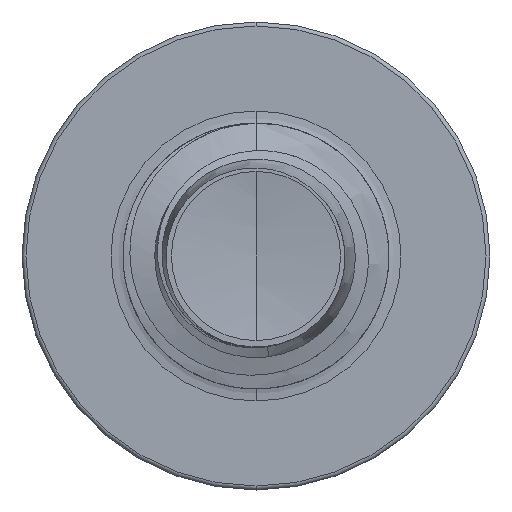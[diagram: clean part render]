
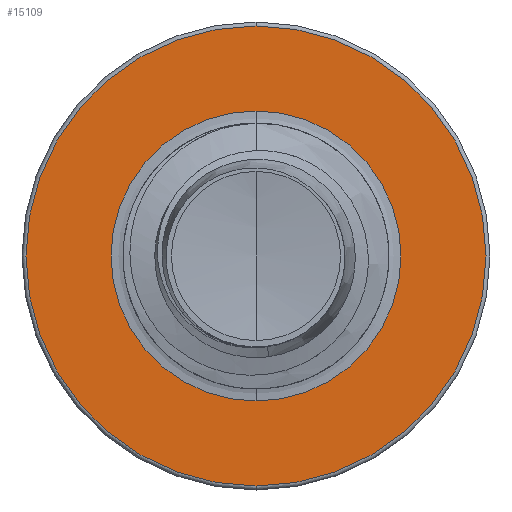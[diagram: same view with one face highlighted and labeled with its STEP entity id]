
A CAD part, front view. The second image highlights one B-rep face of the part: STEP entity #15109.
In plain terms, the highlighted planar face has unit normal (0, -1, 0).
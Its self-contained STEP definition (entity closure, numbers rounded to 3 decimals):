
#890 = DIRECTION ( 'NONE',  ( 0., 0., 1. ) ) ;
#1150 = FACE_OUTER_BOUND ( 'NONE', #19286, .T. ) ;
#1256 = PLANE ( 'NONE',  #6113 ) ;
#1334 = DIRECTION ( 'NONE',  ( 0., 0., 1. ) ) ;
#1454 = CIRCLE ( 'NONE', #11918, 2.163 ) ;
#1947 = DIRECTION ( 'NONE',  ( 0., 0., 1. ) ) ;
#2005 = EDGE_LOOP ( 'NONE', ( #16240, #20744 ) ) ;
#2293 = AXIS2_PLACEMENT_3D ( 'NONE', #22979, #12563, #890 ) ;
#2713 = EDGE_CURVE ( 'NONE', #19543, #7680, #17884, .T. ) ;
#5448 = CARTESIAN_POINT ( 'NONE',  ( 0., 9., 0. ) ) ;
#6113 = AXIS2_PLACEMENT_3D ( 'NONE', #19977, #12984, #1334 ) ;
#6623 = CIRCLE ( 'NONE', #16497, 2.163 ) ;
#7412 = DIRECTION ( 'NONE',  ( 0., 0., 1. ) ) ;
#7543 = CIRCLE ( 'NONE', #2293, 1.363 ) ;
#7680 = VERTEX_POINT ( 'NONE', #15734 ) ;
#8636 = AXIS2_PLACEMENT_3D ( 'NONE', #10578, #10552, #10524 ) ;
#8651 = EDGE_CURVE ( 'NONE', #7680, #19543, #7543, .T. ) ;
#10524 = DIRECTION ( 'NONE',  ( 0., 0., 1. ) ) ;
#10552 = DIRECTION ( 'NONE',  ( 0., 1., 0. ) ) ;
#10578 = CARTESIAN_POINT ( 'NONE',  ( 0., 9., 0. ) ) ;
#11369 = ORIENTED_EDGE ( 'NONE', *, *, #15052, .F. ) ;
#11918 = AXIS2_PLACEMENT_3D ( 'NONE', #23889, #13539, #1947 ) ;
#12395 = CARTESIAN_POINT ( 'NONE',  ( 0., 9., 1.363 ) ) ;
#12563 = DIRECTION ( 'NONE',  ( 0., 1., 0. ) ) ;
#12984 = DIRECTION ( 'NONE',  ( 0., 1., 0. ) ) ;
#13539 = DIRECTION ( 'NONE',  ( 0., 1., 0. ) ) ;
#15052 = EDGE_CURVE ( 'NONE', #15585, #16303, #6623, .T. ) ;
#15109 = ADVANCED_FACE ( 'NONE', ( #1150, #15890 ), #1256, .F. ) ;
#15585 = VERTEX_POINT ( 'NONE', #17617 ) ;
#15734 = CARTESIAN_POINT ( 'NONE',  ( 0., 9., -1.363 ) ) ;
#15875 = ORIENTED_EDGE ( 'NONE', *, *, #16408, .F. ) ;
#15890 = FACE_BOUND ( 'NONE', #2005, .T. ) ;
#16240 = ORIENTED_EDGE ( 'NONE', *, *, #2713, .T. ) ;
#16303 = VERTEX_POINT ( 'NONE', #20028 ) ;
#16408 = EDGE_CURVE ( 'NONE', #16303, #15585, #1454, .T. ) ;
#16497 = AXIS2_PLACEMENT_3D ( 'NONE', #5448, #18313, #7412 ) ;
#17617 = CARTESIAN_POINT ( 'NONE',  ( 0., 9., -2.162 ) ) ;
#17884 = CIRCLE ( 'NONE', #8636, 1.363 ) ;
#18313 = DIRECTION ( 'NONE',  ( 0., 1., 0. ) ) ;
#19286 = EDGE_LOOP ( 'NONE', ( #15875, #11369 ) ) ;
#19543 = VERTEX_POINT ( 'NONE', #12395 ) ;
#19977 = CARTESIAN_POINT ( 'NONE',  ( 0., 9., -1.363 ) ) ;
#20028 = CARTESIAN_POINT ( 'NONE',  ( 0., 9., 2.163 ) ) ;
#20744 = ORIENTED_EDGE ( 'NONE', *, *, #8651, .T. ) ;
#22979 = CARTESIAN_POINT ( 'NONE',  ( 0., 9., 0. ) ) ;
#23889 = CARTESIAN_POINT ( 'NONE',  ( 0., 9., 0. ) ) ;
